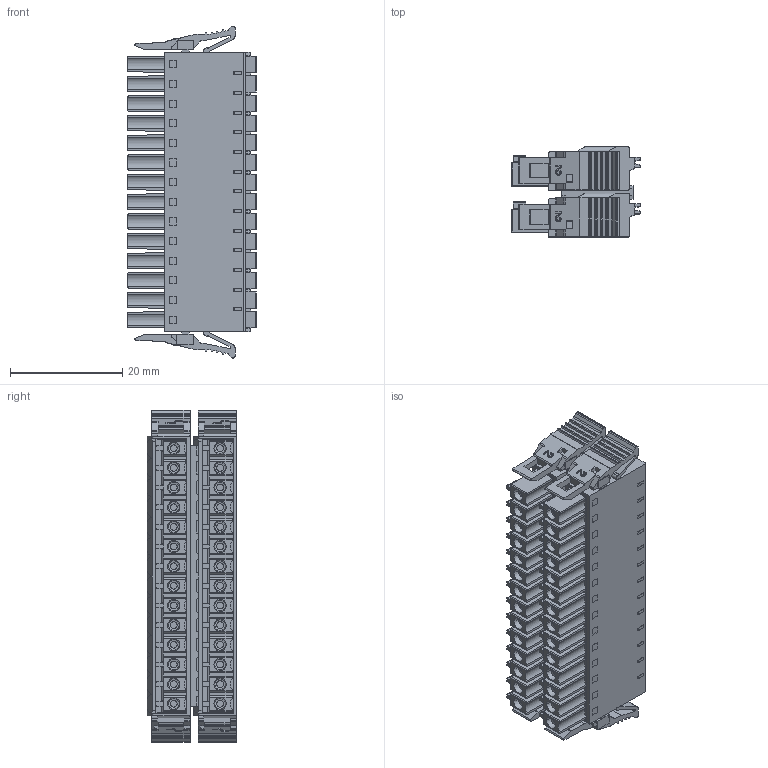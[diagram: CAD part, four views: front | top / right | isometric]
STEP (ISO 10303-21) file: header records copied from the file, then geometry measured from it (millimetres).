
FILE_DESCRIPTION((''),'2;1');
FILE_NAME('TLPSDL-007-28P-X','2024-09-25T',('sheji'),(''),'PRO/ENGINEER BY PARAMETRIC TECHNOLOGY CORPORATION, 2015240','PRO/ENGINEER BY PARAMETRIC TECHNOLOGY CORPORATION, 2015240','');
FILE_SCHEMA(('CONFIG_CONTROL_DESIGN'));
Products named in the file (1): TLPSDL-007-28P-X
Bounding box: 22.9 x 16 x 59.1 mm (x, y, z)
Volume: 12784.4 mm3; surface area: 11076.2 mm2
Topology: 1 solids, 25 shells, 3642 faces, 9825 edges, 6396 vertices
Faces by surface type: plane 2330, cylinder 992, cone 224, torus 56, extrusion 40
Entity records: 115397 total; most frequent: CARTESIAN_POINT 22974, ORIENTED_EDGE 19650, DIRECTION 18662, EDGE_CURVE 9825, VECTOR 7220, LINE 7180, VERTEX_POINT 6396, AXIS2_PLACEMENT_3D 5721
